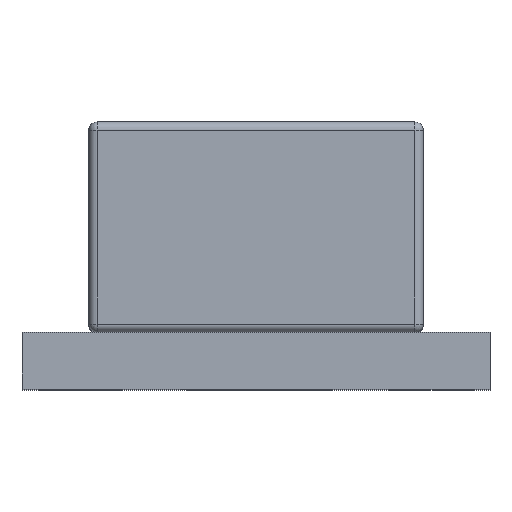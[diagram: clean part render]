
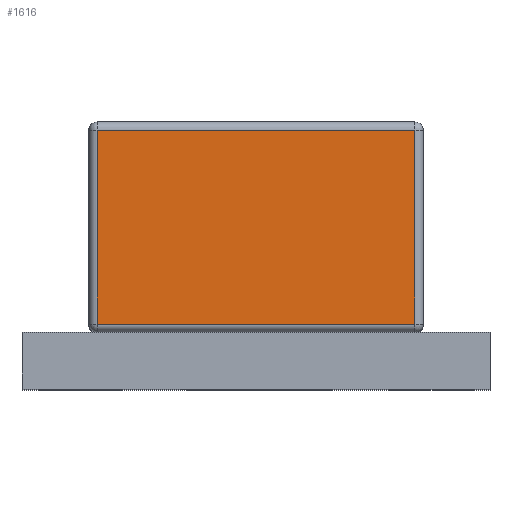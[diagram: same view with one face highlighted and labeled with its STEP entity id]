
A CAD part, top view. The second image highlights one B-rep face of the part: STEP entity #1616.
In plain terms, the highlighted planar face has unit normal (0, 0, 1).
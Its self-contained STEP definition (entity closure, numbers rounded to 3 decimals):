
#73 = DIRECTION ( 'NONE',  ( 1., 0., 0. ) ) ;
#216 = CARTESIAN_POINT ( 'NONE',  ( 0.95, 0.39, 1.25 ) ) ;
#268 = CARTESIAN_POINT ( 'NONE',  ( -1., 5.336, 1.25 ) ) ;
#285 = ORIENTED_EDGE ( 'NONE', *, *, #3353, .F. ) ;
#351 = AXIS2_PLACEMENT_3D ( 'NONE', #268, #2090, #73 ) ;
#474 = CARTESIAN_POINT ( 'NONE',  ( 1., 1.55, 1.25 ) ) ;
#781 = CARTESIAN_POINT ( 'NONE',  ( -0.95, 1.55, 1.25 ) ) ;
#787 = VECTOR ( 'NONE', #2033, 1000. ) ;
#1244 = CARTESIAN_POINT ( 'NONE',  ( 0.95, 5.336, 1.25 ) ) ;
#1338 = CARTESIAN_POINT ( 'NONE',  ( -1., 0.39, 1.25 ) ) ;
#1443 = VECTOR ( 'NONE', #1775, 1000. ) ;
#1499 = CARTESIAN_POINT ( 'NONE',  ( -0.95, 0.39, 1.25 ) ) ;
#1616 = ADVANCED_FACE ( 'NONE', ( #2208 ), #3786, .F. ) ;
#1677 = EDGE_CURVE ( 'NONE', #3652, #2225, #3274, .T. ) ;
#1713 = LINE ( 'NONE', #3275, #4803 ) ;
#1775 = DIRECTION ( 'NONE',  ( -1., 0., 0. ) ) ;
#2033 = DIRECTION ( 'NONE',  ( 1., 0., 0. ) ) ;
#2090 = DIRECTION ( 'NONE',  ( 0., 0., -1. ) ) ;
#2208 = FACE_OUTER_BOUND ( 'NONE', #3285, .T. ) ;
#2225 = VERTEX_POINT ( 'NONE', #216 ) ;
#2294 = VERTEX_POINT ( 'NONE', #1499 ) ;
#2381 = VERTEX_POINT ( 'NONE', #781 ) ;
#2415 = LINE ( 'NONE', #474, #787 ) ;
#2720 = CARTESIAN_POINT ( 'NONE',  ( 0.95, 1.55, 1.25 ) ) ;
#3199 = ORIENTED_EDGE ( 'NONE', *, *, #1677, .F. ) ;
#3274 = LINE ( 'NONE', #1244, #3303 ) ;
#3275 = CARTESIAN_POINT ( 'NONE',  ( -0.95, 5.336, 1.25 ) ) ;
#3285 = EDGE_LOOP ( 'NONE', ( #3411, #3199, #285, #4354 ) ) ;
#3303 = VECTOR ( 'NONE', #4049, 1000. ) ;
#3353 = EDGE_CURVE ( 'NONE', #2381, #3652, #2415, .T. ) ;
#3411 = ORIENTED_EDGE ( 'NONE', *, *, #3498, .F. ) ;
#3498 = EDGE_CURVE ( 'NONE', #2225, #2294, #4854, .T. ) ;
#3652 = VERTEX_POINT ( 'NONE', #2720 ) ;
#3786 = PLANE ( 'NONE',  #351 ) ;
#4049 = DIRECTION ( 'NONE',  ( 0., -1., 0. ) ) ;
#4260 = EDGE_CURVE ( 'NONE', #2294, #2381, #1713, .T. ) ;
#4354 = ORIENTED_EDGE ( 'NONE', *, *, #4260, .F. ) ;
#4373 = DIRECTION ( 'NONE',  ( 0., 1., 0. ) ) ;
#4803 = VECTOR ( 'NONE', #4373, 1000. ) ;
#4854 = LINE ( 'NONE', #1338, #1443 ) ;
